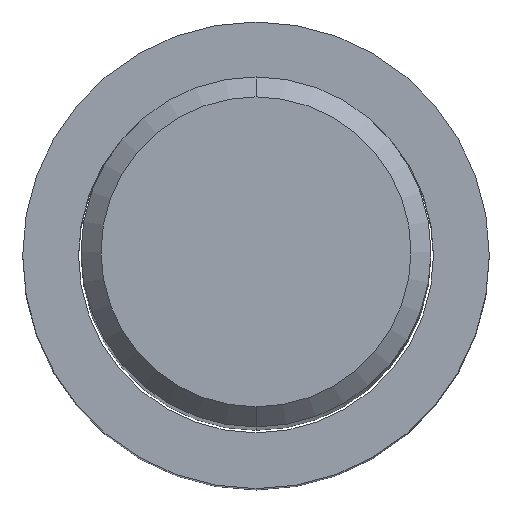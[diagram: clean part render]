
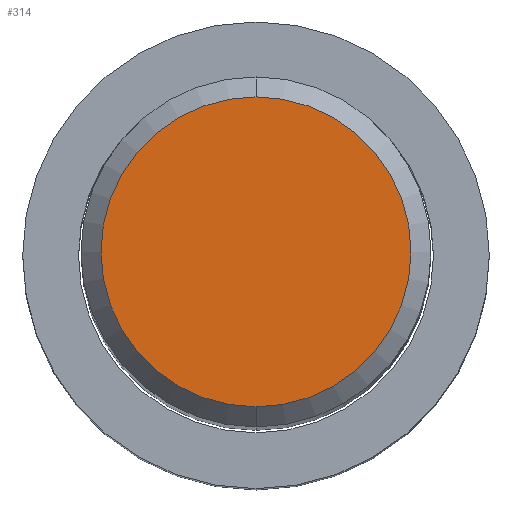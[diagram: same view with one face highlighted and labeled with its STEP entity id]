
A CAD part, top view. The second image highlights one B-rep face of the part: STEP entity #314.
In plain terms, the highlighted planar face has unit normal (0, 0, 1).
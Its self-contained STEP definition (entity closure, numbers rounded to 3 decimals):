
#234=VERTEX_POINT('',#539);
#290=EDGE_CURVE('',#234,#442,#601,.T.);
#294=EDGE_CURVE('',#442,#234,#605,.T.);
#314=ADVANCED_FACE('',(#627),#628,.T.);
#442=VERTEX_POINT('',#768);
#539=CARTESIAN_POINT('',(0.,-4.65,0.0));
#601=CIRCLE('',#1030,4.65);
#605=CIRCLE('',#1045,4.65);
#627=FACE_OUTER_BOUND('',#1085,.T.);
#628=PLANE('',#1086);
#768=CARTESIAN_POINT('',(0.0,4.65,0.0));
#1030=AXIS2_PLACEMENT_3D('',#1576,#1577,#1578);
#1045=AXIS2_PLACEMENT_3D('',#1579,#1580,#1581);
#1085=EDGE_LOOP('',(#1608,#1609));
#1086=AXIS2_PLACEMENT_3D('',#1610,#1611,#1612);
#1576=CARTESIAN_POINT('',(0.0,0.0,0.0));
#1577=DIRECTION('',(0.0,0.0,-1.0));
#1578=DIRECTION('',(0.0,1.0,0.0));
#1579=CARTESIAN_POINT('',(0.0,0.0,0.0));
#1580=DIRECTION('',(0.0,0.0,-1.0));
#1581=DIRECTION('',(0.0,1.0,0.0));
#1608=ORIENTED_EDGE('',*,*,#294,.F.);
#1609=ORIENTED_EDGE('',*,*,#290,.F.);
#1610=CARTESIAN_POINT('',(0.0,2.325,0.0));
#1611=DIRECTION('',(-0.0,0.0,1.0));
#1612=DIRECTION('',(0.0,-1.0,0.0));
